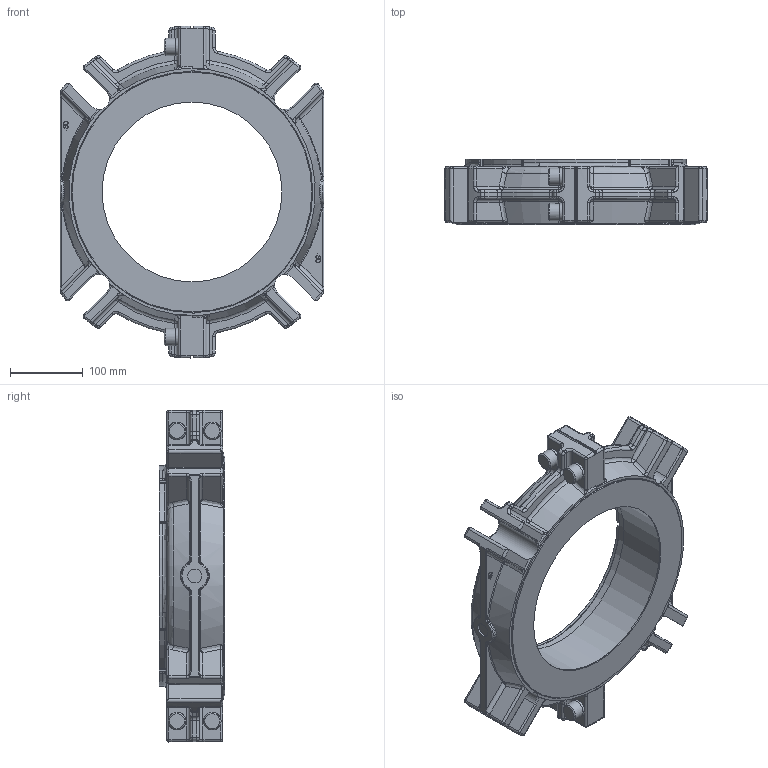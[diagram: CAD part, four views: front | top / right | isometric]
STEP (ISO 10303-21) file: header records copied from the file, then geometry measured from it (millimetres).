
FILE_DESCRIPTION(/* description */ ('Unknown'),/* implementation_level */ '2;1');
FILE_NAME(/* name */ '9.750 RDSX -80 SEAL ARRANGEMENT',/* time_stamp */ '2023-02-22T11:02:26-05:00',/* author */ ('Unknown'),/* organization */ ('Unknown'),/* preprocessor_version */ 'ST-DEVELOPER v16.7',/* originating_system */ 'Solid Edge',/* authorisation */ 'Unknown');
FILE_SCHEMA (('AUTOMOTIVE_DESIGN {1 0 10303 214 3 1 1}'));
Length unit declared in the file: millimetre
Products named in the file (1): 3209523
Bounding box: 363.12 x 89.99 x 457.18 mm (x, y, z)
Volume: 5053567.3 mm3; surface area: 395418.2 mm2
Topology: 1 solids, 3 shells, 805 faces, 1953 edges, 1115 vertices
Faces by surface type: cylinder 242, bspline 190, plane 155, torus 148, sphere 52, cone 18
Full cylindrical faces by diameter (mm): 12 x2, 16 x4, 19.263 x2, 24 x4, 247.65 x1, 247.828 x1, 257.175 x1, 330.2 x1
Entity records: 26204 total; most frequent: CARTESIAN_POINT 8948, ORIENTED_EDGE 3714, DIRECTION 3518, EDGE_CURVE 1857, AXIS2_PLACEMENT_3D 1485, VERTEX_POINT 1091, CIRCLE 849, EDGE_LOOP 848
